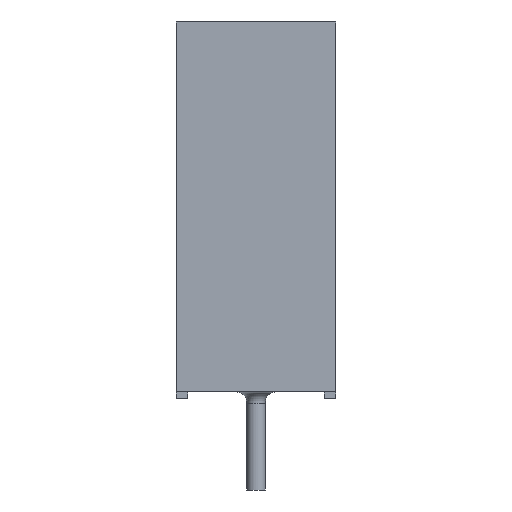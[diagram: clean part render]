
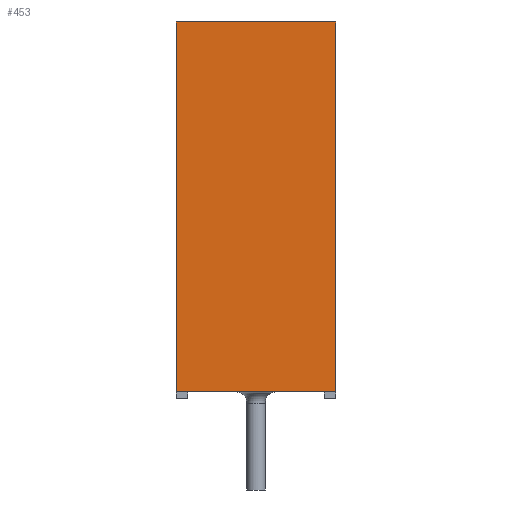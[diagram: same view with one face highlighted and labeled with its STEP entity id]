
A CAD part, left-side view. The second image highlights one B-rep face of the part: STEP entity #453.
In plain terms, the highlighted planar face has unit normal (-1, 0, 0).
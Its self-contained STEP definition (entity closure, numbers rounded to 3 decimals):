
#453 = ADVANCED_FACE( '', ( #1054 ), #1055, .F. );
#1054 = FACE_OUTER_BOUND( '', #1808, .T. );
#1055 = PLANE( '', #1809 );
#1808 = EDGE_LOOP( '', ( #3547, #3548, #3549, #3550 ) );
#1809 = AXIS2_PLACEMENT_3D( '', #3551, #3552, #3553 );
#3547 = ORIENTED_EDGE( '', *, *, #5490, .T. );
#3548 = ORIENTED_EDGE( '', *, *, #5491, .F. );
#3549 = ORIENTED_EDGE( '', *, *, #5038, .F. );
#3550 = ORIENTED_EDGE( '', *, *, #5350, .T. );
#3551 = CARTESIAN_POINT( '', ( -13., -3.5, 8.1 ) );
#3552 = DIRECTION( '', ( 1., 0., 0. ) );
#3553 = DIRECTION( '', ( 0., 0., -1. ) );
#5038 = EDGE_CURVE( '', #5910, #5911, #5912, .T. );
#5350 = EDGE_CURVE( '', #5910, #6427, #6429, .T. );
#5490 = EDGE_CURVE( '', #6427, #6623, #6624, .T. );
#5491 = EDGE_CURVE( '', #5911, #6623, #6625, .T. );
#5910 = VERTEX_POINT( '', #7339 );
#5911 = VERTEX_POINT( '', #7340 );
#5912 = LINE( '', #7341, #7342 );
#6427 = VERTEX_POINT( '', #8788 );
#6429 = LINE( '', #8791, #8792 );
#6623 = VERTEX_POINT( '', #9392 );
#6624 = LINE( '', #9393, #9394 );
#6625 = LINE( '', #9395, #9396 );
#7339 = CARTESIAN_POINT( '', ( -13., -3.5, 8.1 ) );
#7340 = CARTESIAN_POINT( '', ( -13., -3.5, -8.1 ) );
#7341 = CARTESIAN_POINT( '', ( -13., -3.5, 8.1 ) );
#7342 = VECTOR( '', #10205, 1000. );
#8788 = CARTESIAN_POINT( '', ( -13., 3.5, 8.1 ) );
#8791 = CARTESIAN_POINT( '', ( -13., -3.5, 8.1 ) );
#8792 = VECTOR( '', #10347, 1000. );
#9392 = CARTESIAN_POINT( '', ( -13., 3.5, -8.1 ) );
#9393 = CARTESIAN_POINT( '', ( -13., 3.5, 8.1 ) );
#9394 = VECTOR( '', #10414, 1000. );
#9395 = CARTESIAN_POINT( '', ( -13., -3.5, -8.1 ) );
#9396 = VECTOR( '', #10415, 1000. );
#10205 = DIRECTION( '', ( 0., 0., -1. ) );
#10347 = DIRECTION( '', ( 0., 1., 0. ) );
#10414 = DIRECTION( '', ( 0., 0., -1. ) );
#10415 = DIRECTION( '', ( 0., 1., 0. ) );
